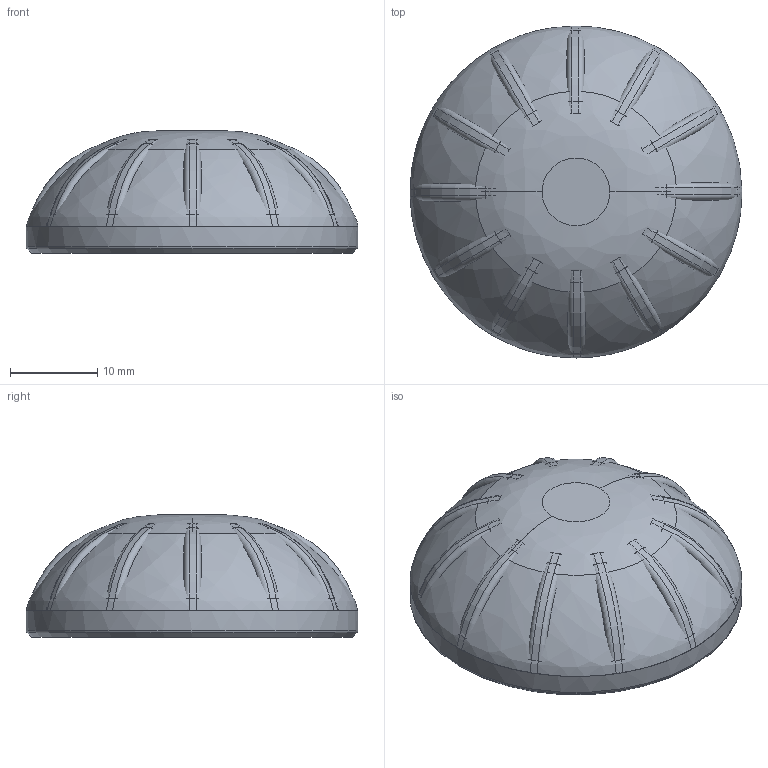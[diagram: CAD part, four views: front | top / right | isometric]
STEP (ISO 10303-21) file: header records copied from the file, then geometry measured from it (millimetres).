
FILE_DESCRIPTION(/* description */ (''),/* implementation_level */ '2;1');
FILE_NAME(/* name */ 'Remote - Knob - Raised Bridges (OG Notch).step',/* time_stamp */ '2025-09-21T18:55:20-04:00',/* author */ (''),/* organization */ (''),/* preprocessor_version */ 'ST-DEVELOPER v20.1',/* originating_system */ 'Autodesk Translation Framework v14.17.0.0',/* authorisation */ '');
FILE_SCHEMA (('AUTOMOTIVE_DESIGN { 1 0 10303 214 3 1 1 }'));
Length unit declared in the file: millimetre
Products named in the file (4): Remote - Knob; Knurling; Clear Base; Upper
Assembly tree (3 placements, depth 2):
  Remote - Knob
    Knurling
    Clear Base
    Upper
Bounding box: 38 x 38 x 14 mm (x, y, z)
Volume: 8888.1 mm3; surface area: 6580.6 mm2
Topology: 15 solids, 15 shells, 226 faces, 510 edges, 318 vertices
Faces by surface type: torus 74, plane 73, cylinder 66, cone 9, bspline 4
Full cylindrical faces by diameter (mm): 7.3 x1, 12 x2, 24 x2, 38 x1
Entity records: 7682 total; most frequent: CARTESIAN_POINT 2520, DIRECTION 1087, ORIENTED_EDGE 1020, EDGE_CURVE 510, AXIS2_PLACEMENT_3D 454, VERTEX_POINT 318, EDGE_LOOP 234, FACE_OUTER_BOUND 226
